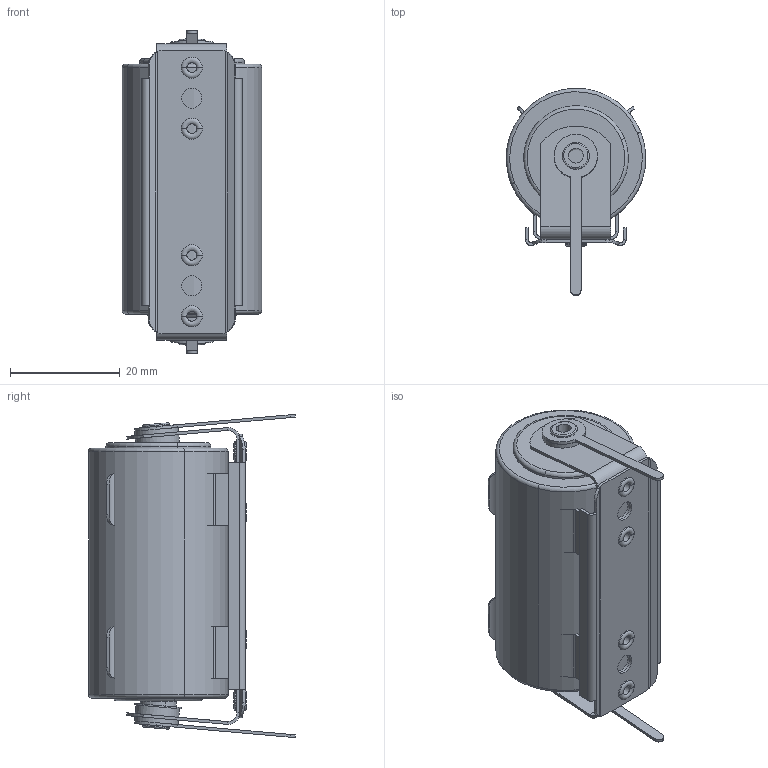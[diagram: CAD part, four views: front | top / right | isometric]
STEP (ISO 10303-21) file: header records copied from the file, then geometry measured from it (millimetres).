
FILE_DESCRIPTION (( 'STEP AP214' ), '1' );
FILE_NAME ('keystone-PN2230.STEP', '2022-03-25T16:50:54', ( '' ), ( '' ), 'SwSTEP 2.0', 'SolidWorks 2022', '' );
FILE_SCHEMA (( 'AUTOMOTIVE_DESIGN' ));
Length unit declared in the file: millimetre
Products named in the file (1): keystone-PN2230
Bounding box: 25.39 x 37.65 x 58.81 mm (x, y, z)
Volume: 25252.8 mm3; surface area: 12502.3 mm2
Topology: 16 solids, 16 shells, 384 faces, 826 edges, 488 vertices
Faces by surface type: cylinder 176, plane 144, torus 48, bspline 16
Entity records: 15143 total; most frequent: CARTESIAN_POINT 2147, DIRECTION 1944, ORIENTED_EDGE 1652, EDGE_CURVE 826, AXIS2_PLACEMENT_3D 797, VERTEX_POINT 488, EDGE_LOOP 450, CIRCLE 428
